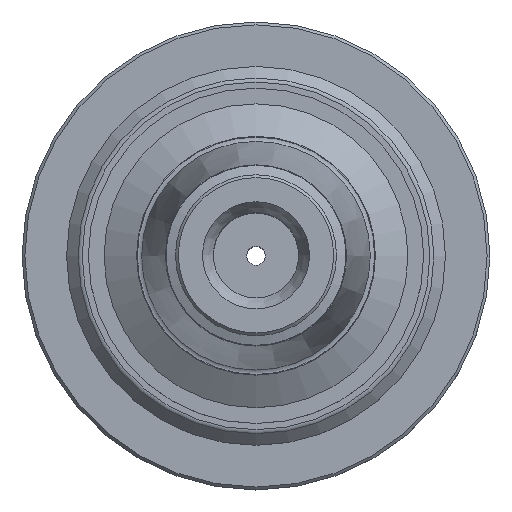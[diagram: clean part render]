
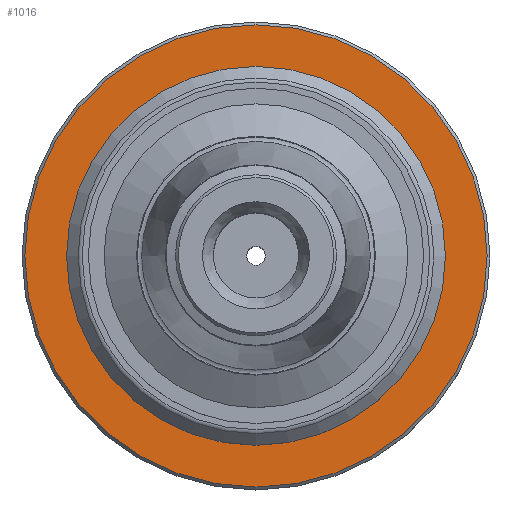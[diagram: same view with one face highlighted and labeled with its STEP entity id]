
A CAD part, top view. The second image highlights one B-rep face of the part: STEP entity #1016.
In plain terms, the highlighted planar face has unit normal (0, 0, 1).
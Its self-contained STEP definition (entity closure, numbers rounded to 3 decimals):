
#36=PLANE('',#1104);
#113=ORIENTED_EDGE('',*,*,#203,.T.);
#114=ORIENTED_EDGE('',*,*,#202,.F.);
#202=EDGE_CURVE('',#259,#259,#316,.T.);
#203=EDGE_CURVE('',#260,#260,#317,.T.);
#259=VERTEX_POINT('',#1474);
#260=VERTEX_POINT('',#1477);
#316=CIRCLE('',#1103,19.65);
#317=CIRCLE('',#1105,24.4);
#398=EDGE_LOOP('',(#113));
#399=EDGE_LOOP('',(#114));
#512=FACE_BOUND('',#398,.T.);
#513=FACE_BOUND('',#399,.T.);
#1016=ADVANCED_FACE('',(#512,#513),#36,.T.);
#1103=AXIS2_PLACEMENT_3D('',#1473,#1269,#1270);
#1104=AXIS2_PLACEMENT_3D('',#1475,#1271,#1272);
#1105=AXIS2_PLACEMENT_3D('',#1476,#1273,#1274);
#1269=DIRECTION('',(0.,0.,1.));
#1270=DIRECTION('',(1.,0.,0.));
#1271=DIRECTION('',(0.,0.,1.));
#1272=DIRECTION('',(1.,0.,0.));
#1273=DIRECTION('',(0.,0.,1.));
#1274=DIRECTION('',(1.,0.,0.));
#1473=CARTESIAN_POINT('',(0.,0.,-1.));
#1474=CARTESIAN_POINT('',(19.65,0.,-1.));
#1475=CARTESIAN_POINT('',(19.65,0.,-1.));
#1476=CARTESIAN_POINT('',(0.,0.,-1.));
#1477=CARTESIAN_POINT('',(24.4,0.,-1.));
